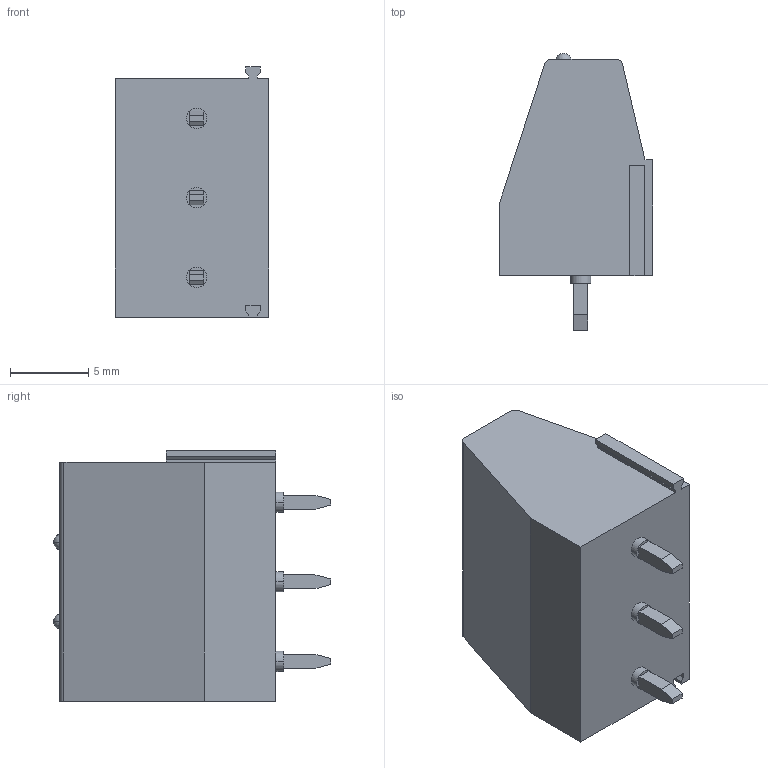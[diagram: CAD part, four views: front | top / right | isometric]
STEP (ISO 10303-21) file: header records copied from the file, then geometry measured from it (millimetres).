
FILE_DESCRIPTION(('STEP AP214'),'1');
FILE_NAME('1985917.stp','2020-03-13T19:22:58',('TraceParts'),('TraceParts S.A.'),'Spatial InterOp 3D',' ',' ');
FILE_SCHEMA(('AUTOMOTIVE_DESIGN { 1 0 10303 214 1 1 1 1 }'));
Length unit declared in the file: millimetre
Products named in the file (1): 1985917
Bounding box: 9.8 x 17.7 x 15.98 mm (x, y, z)
Volume: 1619.5 mm3; surface area: 1157.6 mm2
Topology: 1 solids, 1 shells, 148 faces, 375 edges, 250 vertices
Faces by surface type: plane 102, cylinder 42, sphere 4
Entity records: 5669 total; most frequent: DIRECTION 775, CARTESIAN_POINT 774, ORIENTED_EDGE 750, EDGE_CURVE 375, LINE 273, VECTOR 273, AXIS2_PLACEMENT_3D 251, VERTEX_POINT 250
